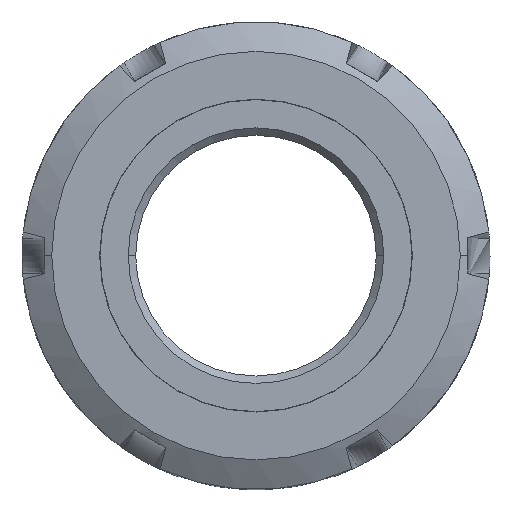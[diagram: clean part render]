
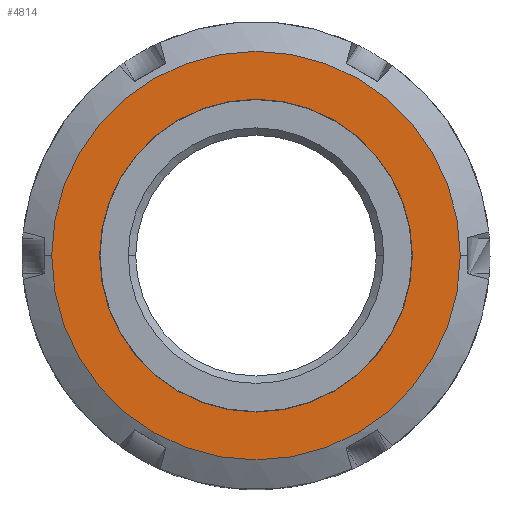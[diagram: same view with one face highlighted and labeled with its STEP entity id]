
A CAD part, top view. The second image highlights one B-rep face of the part: STEP entity #4814.
In plain terms, the highlighted planar face has unit normal (0, 0, 1).
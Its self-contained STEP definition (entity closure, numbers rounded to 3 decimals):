
#180 = AXIS2_PLACEMENT_3D ( 'NONE', #2204, #5976, #1275 ) ;
#285 = PLANE ( 'NONE',  #180 ) ;
#371 = CIRCLE ( 'NONE', #1192, 27.5 ) ;
#489 = EDGE_CURVE ( 'NONE', #706, #3995, #2968, .T. ) ;
#622 = ORIENTED_EDGE ( 'NONE', *, *, #1391, .T. ) ;
#638 = DIRECTION ( 'NONE',  ( 1., 0., 0. ) ) ;
#706 = VERTEX_POINT ( 'NONE', #1013 ) ;
#762 = EDGE_CURVE ( 'NONE', #3335, #2647, #371, .T. ) ;
#768 = FACE_OUTER_BOUND ( 'NONE', #5608, .T. ) ;
#840 = CARTESIAN_POINT ( 'NONE',  ( 27.5, 0., 0. ) ) ;
#1013 = CARTESIAN_POINT ( 'NONE',  ( -21.05, 0., 0. ) ) ;
#1116 = DIRECTION ( 'NONE',  ( 0., 0., 1. ) ) ;
#1154 = EDGE_CURVE ( 'NONE', #2647, #3335, #4942, .T. ) ;
#1192 = AXIS2_PLACEMENT_3D ( 'NONE', #3491, #1116, #638 ) ;
#1275 = DIRECTION ( 'NONE',  ( 1., 0., 0. ) ) ;
#1391 = EDGE_CURVE ( 'NONE', #3995, #706, #5744, .T. ) ;
#1530 = DIRECTION ( 'NONE',  ( -1., 0., 0. ) ) ;
#2015 = DIRECTION ( 'NONE',  ( 0., 0., -1. ) ) ;
#2204 = CARTESIAN_POINT ( 'NONE',  ( 27.5, 0., 0. ) ) ;
#2647 = VERTEX_POINT ( 'NONE', #840 ) ;
#2968 = CIRCLE ( 'NONE', #4142, 21.05 ) ;
#3335 = VERTEX_POINT ( 'NONE', #6102 ) ;
#3491 = CARTESIAN_POINT ( 'NONE',  ( 0., 0., 0. ) ) ;
#3496 = ORIENTED_EDGE ( 'NONE', *, *, #1154, .T. ) ;
#3542 = DIRECTION ( 'NONE',  ( 1., 0., 0. ) ) ;
#3587 = FACE_BOUND ( 'NONE', #4985, .T. ) ;
#3633 = CARTESIAN_POINT ( 'NONE',  ( 0., 0., 0. ) ) ;
#3760 = AXIS2_PLACEMENT_3D ( 'NONE', #3633, #5519, #3542 ) ;
#3995 = VERTEX_POINT ( 'NONE', #4189 ) ;
#3998 = ORIENTED_EDGE ( 'NONE', *, *, #762, .T. ) ;
#4051 = AXIS2_PLACEMENT_3D ( 'NONE', #5189, #5126, #5719 ) ;
#4142 = AXIS2_PLACEMENT_3D ( 'NONE', #4221, #2015, #1530 ) ;
#4189 = CARTESIAN_POINT ( 'NONE',  ( 21.05, 0., 0. ) ) ;
#4221 = CARTESIAN_POINT ( 'NONE',  ( 0., 0., 0. ) ) ;
#4814 = ADVANCED_FACE ( 'NONE', ( #3587, #768 ), #285, .T. ) ;
#4942 = CIRCLE ( 'NONE', #3760, 27.5 ) ;
#4985 = EDGE_LOOP ( 'NONE', ( #5263, #622 ) ) ;
#5126 = DIRECTION ( 'NONE',  ( 0., 0., -1. ) ) ;
#5189 = CARTESIAN_POINT ( 'NONE',  ( 0., 0., 0. ) ) ;
#5263 = ORIENTED_EDGE ( 'NONE', *, *, #489, .T. ) ;
#5519 = DIRECTION ( 'NONE',  ( 0., 0., 1. ) ) ;
#5608 = EDGE_LOOP ( 'NONE', ( #3998, #3496 ) ) ;
#5719 = DIRECTION ( 'NONE',  ( -1., 0., 0. ) ) ;
#5744 = CIRCLE ( 'NONE', #4051, 21.05 ) ;
#5976 = DIRECTION ( 'NONE',  ( 0., 0., 1. ) ) ;
#6102 = CARTESIAN_POINT ( 'NONE',  ( -27.5, 0., 0. ) ) ;
